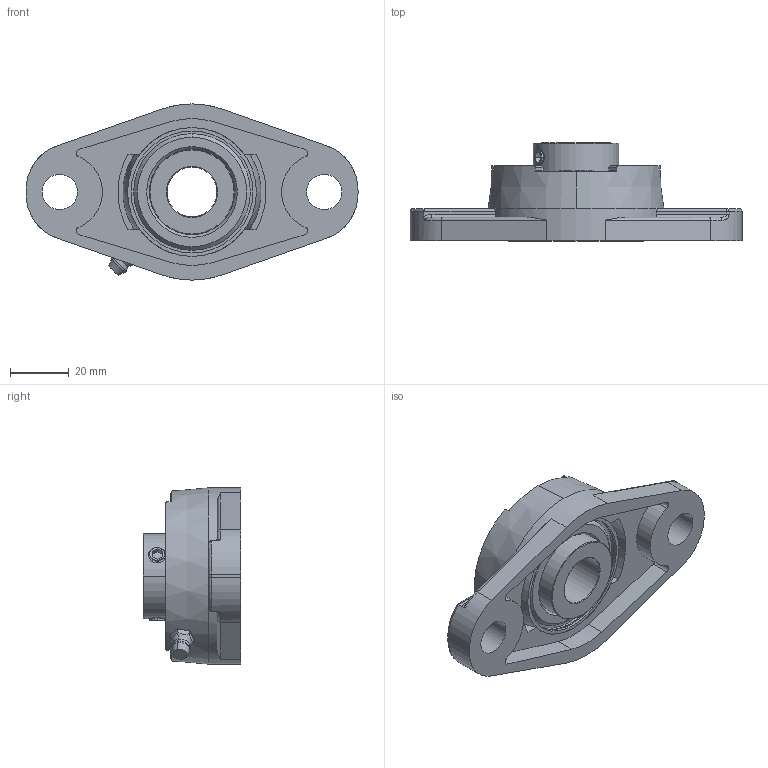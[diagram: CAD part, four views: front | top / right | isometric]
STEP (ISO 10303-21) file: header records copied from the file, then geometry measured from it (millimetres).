
FILE_DESCRIPTION((''),'2;1');
FILE_NAME('UCFL203_ASM','2018-04-18T10:36:10',('giuseppe.caruso'),(''),'CREO PARAMETRIC BY PTC INC, 2016390','CREO PARAMETRIC BY PTC INC, 2016390','');
FILE_SCHEMA(('CONFIG_CONTROL_DESIGN'));
Length unit declared in the file: millimetre
Products named in the file (10): FL203_AF0; UC203_AI_AF0; UC203_AE; UC203_BALL; UC203_CAGE; UC203_SEAL; GRANOM6X1; UC203_AF0_ASM; M6X1; UCFL203_ASM
Assembly tree (18 placements, depth 3):
  UCFL203_ASM
    FL203_AF0
    UC203_AF0_ASM
      UC203_AI_AF0
      UC203_AE
      UC203_BALL  x8
      UC203_CAGE
      UC203_SEAL  x2
      GRANOM6X1  x2
    M6X1
Bounding box: 113 x 33.3 x 60 mm (x, y, z)
Volume: 57036 mm3; surface area: 36821.3 mm2
Topology: 32 solids, 36 shells, 932 faces, 2468 edges, 1602 vertices
Faces by surface type: plane 666, cylinder 138, cone 42, bspline 36, torus 28, sphere 22
Entity records: 27298 total; most frequent: CARTESIAN_POINT 5758, ORIENTED_EDGE 4502, DIRECTION 4258, EDGE_CURVE 2262, VECTOR 1854, LINE 1854, VERTEX_POINT 1486, AXIS2_PLACEMENT_3D 1202
